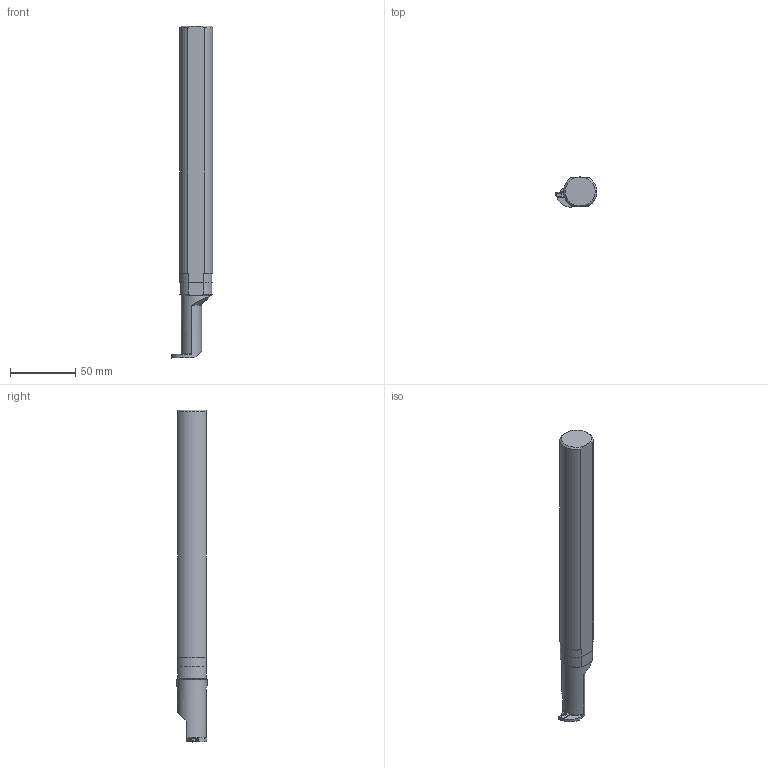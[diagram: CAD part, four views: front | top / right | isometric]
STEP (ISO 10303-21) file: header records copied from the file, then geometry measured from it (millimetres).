
FILE_DESCRIPTION(/* description */ (''),/* implementation_level */ '2;1');
FILE_NAME(/* name */ 'A16-CGHR1303.stp',/* time_stamp */ '2018-03-29T15:45:29+05:00',/* author */ (''),/* organization */ (''),/* preprocessor_version */ 'ST-DEVELOPER v16',/* originating_system */ 'SIEMENS PLM Software NX 11.0',/* authorisation */ '');
FILE_SCHEMA (('AUTOMOTIVE_DESIGN { 1 0 10303 214 3 1 1 1 }'));
Length unit declared in the file: millimetre
Products named in the file (1): A16-CGHR1303
Bounding box: 31.68 x 23 x 254 mm (x, y, z)
Volume: 109772.7 mm3; surface area: 20881.8 mm2
Topology: 3 solids, 3 shells, 116 faces, 295 edges, 185 vertices
Faces by surface type: plane 55, cylinder 31, bspline 16, extrusion 6, cone 5, torus 3
Full cylindrical faces by diameter (mm): 23 x1
Entity records: 3992 total; most frequent: CARTESIAN_POINT 1292, ORIENTED_EDGE 590, DIRECTION 494, EDGE_CURVE 295, VERTEX_POINT 185, AXIS2_PLACEMENT_3D 169, VECTOR 156, LINE 150
